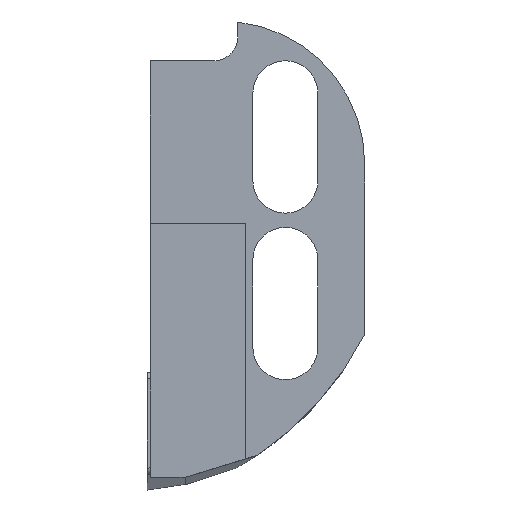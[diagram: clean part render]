
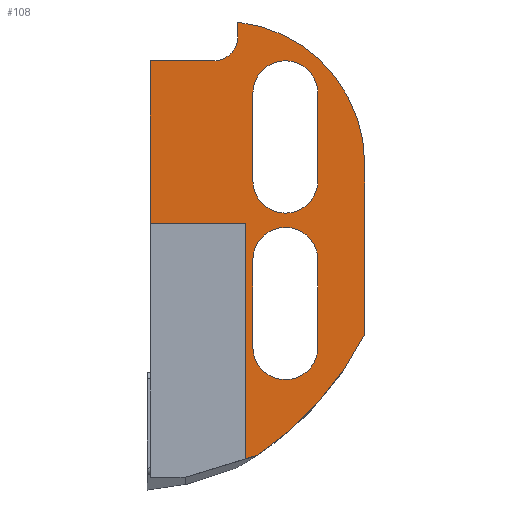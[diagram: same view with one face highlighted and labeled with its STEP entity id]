
A CAD part, left-side view. The second image highlights one B-rep face of the part: STEP entity #108.
In plain terms, the highlighted planar face has unit normal (-1, 0, 0).
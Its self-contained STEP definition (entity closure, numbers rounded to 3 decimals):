
#78=FACE_BOUND('',#215,.T.);
#79=FACE_BOUND('',#216,.T.);
#80=FACE_BOUND('',#217,.T.);
#88=CIRCLE('',#874,40.);
#89=CIRCLE('',#875,18.);
#90=CIRCLE('',#876,3.);
#91=CIRCLE('',#877,4.1);
#92=CIRCLE('',#878,4.1);
#93=CIRCLE('',#879,4.1);
#94=CIRCLE('',#880,4.1);
#108=ADVANCED_FACE('',(#78,#79,#80),#150,.T.);
#150=PLANE('',#881);
#215=EDGE_LOOP('',(#271,#272,#273,#274,#275,#276,#277,#278,#279,#280));
#216=EDGE_LOOP('',(#281,#282,#283,#284));
#217=EDGE_LOOP('',(#285,#286,#287,#288));
#271=ORIENTED_EDGE('',*,*,#580,.F.);
#272=ORIENTED_EDGE('',*,*,#581,.T.);
#273=ORIENTED_EDGE('',*,*,#582,.F.);
#274=ORIENTED_EDGE('',*,*,#583,.T.);
#275=ORIENTED_EDGE('',*,*,#584,.T.);
#276=ORIENTED_EDGE('',*,*,#585,.T.);
#277=ORIENTED_EDGE('',*,*,#586,.F.);
#278=ORIENTED_EDGE('',*,*,#579,.F.);
#279=ORIENTED_EDGE('',*,*,#587,.F.);
#280=ORIENTED_EDGE('',*,*,#588,.T.);
#281=ORIENTED_EDGE('',*,*,#589,.T.);
#282=ORIENTED_EDGE('',*,*,#590,.T.);
#283=ORIENTED_EDGE('',*,*,#591,.T.);
#284=ORIENTED_EDGE('',*,*,#592,.T.);
#285=ORIENTED_EDGE('',*,*,#593,.T.);
#286=ORIENTED_EDGE('',*,*,#594,.T.);
#287=ORIENTED_EDGE('',*,*,#595,.T.);
#288=ORIENTED_EDGE('',*,*,#596,.T.);
#492=VERTEX_POINT('',#1196);
#500=VERTEX_POINT('',#1212);
#501=VERTEX_POINT('',#1216);
#502=VERTEX_POINT('',#1217);
#503=VERTEX_POINT('',#1219);
#504=VERTEX_POINT('',#1221);
#505=VERTEX_POINT('',#1223);
#506=VERTEX_POINT('',#1225);
#507=VERTEX_POINT('',#1227);
#508=VERTEX_POINT('',#1230);
#509=VERTEX_POINT('',#1233);
#510=VERTEX_POINT('',#1234);
#511=VERTEX_POINT('',#1236);
#512=VERTEX_POINT('',#1238);
#513=VERTEX_POINT('',#1241);
#514=VERTEX_POINT('',#1242);
#515=VERTEX_POINT('',#1244);
#516=VERTEX_POINT('',#1246);
#579=EDGE_CURVE('',#500,#492,#694,.T.);
#580=EDGE_CURVE('',#501,#502,#695,.T.);
#581=EDGE_CURVE('',#501,#503,#88,.T.);
#582=EDGE_CURVE('',#504,#503,#696,.T.);
#583=EDGE_CURVE('',#504,#505,#89,.T.);
#584=EDGE_CURVE('',#505,#506,#697,.T.);
#585=EDGE_CURVE('',#506,#507,#90,.T.);
#586=EDGE_CURVE('',#492,#507,#698,.T.);
#587=EDGE_CURVE('',#508,#500,#699,.T.);
#588=EDGE_CURVE('',#508,#502,#700,.T.);
#589=EDGE_CURVE('',#509,#510,#91,.T.);
#590=EDGE_CURVE('',#510,#511,#701,.T.);
#591=EDGE_CURVE('',#511,#512,#92,.T.);
#592=EDGE_CURVE('',#512,#509,#702,.T.);
#593=EDGE_CURVE('',#513,#514,#93,.T.);
#594=EDGE_CURVE('',#514,#515,#703,.T.);
#595=EDGE_CURVE('',#515,#516,#94,.T.);
#596=EDGE_CURVE('',#516,#513,#704,.T.);
#694=LINE('',#1213,#775);
#695=LINE('',#1215,#776);
#696=LINE('',#1220,#777);
#697=LINE('',#1224,#778);
#698=LINE('',#1228,#779);
#699=LINE('',#1229,#780);
#700=LINE('',#1231,#781);
#701=LINE('',#1235,#782);
#702=LINE('',#1239,#783);
#703=LINE('',#1243,#784);
#704=LINE('',#1247,#785);
#775=VECTOR('',#966,1.);
#776=VECTOR('',#969,1.);
#777=VECTOR('',#972,1.);
#778=VECTOR('',#975,1.);
#779=VECTOR('',#978,1.);
#780=VECTOR('',#979,1.);
#781=VECTOR('',#980,1.);
#782=VECTOR('',#983,1.);
#783=VECTOR('',#986,1.);
#784=VECTOR('',#989,1.);
#785=VECTOR('',#992,1.);
#874=AXIS2_PLACEMENT_3D('',#1218,#970,#971);
#875=AXIS2_PLACEMENT_3D('',#1222,#973,#974);
#876=AXIS2_PLACEMENT_3D('',#1226,#976,#977);
#877=AXIS2_PLACEMENT_3D('',#1232,#981,#982);
#878=AXIS2_PLACEMENT_3D('',#1237,#984,#985);
#879=AXIS2_PLACEMENT_3D('',#1240,#987,#988);
#880=AXIS2_PLACEMENT_3D('',#1245,#990,#991);
#881=AXIS2_PLACEMENT_3D('',#1248,#993,#994);
#966=DIRECTION('',(0.,0.,1.));
#969=DIRECTION('',(0.,0.956,-0.292));
#970=DIRECTION('',(-1.,0.,0.));
#971=DIRECTION('',(0.,-0.552,-0.834));
#972=DIRECTION('',(0.,0.,-1.));
#973=DIRECTION('',(-1.,0.,0.));
#974=DIRECTION('',(0.,-1.,0.));
#975=DIRECTION('',(0.,0.,-1.));
#976=DIRECTION('',(1.,0.,0.));
#977=DIRECTION('',(0.,-1.,0.));
#978=DIRECTION('',(0.,-1.,0.));
#979=DIRECTION('',(0.,1.,0.));
#980=DIRECTION('',(0.,0.,-1.));
#981=DIRECTION('',(1.,0.,0.));
#982=DIRECTION('',(0.,0.,1.));
#983=DIRECTION('',(0.,0.,-1.));
#984=DIRECTION('',(1.,0.,0.));
#985=DIRECTION('',(0.,0.,1.));
#986=DIRECTION('',(0.,0.,1.));
#987=DIRECTION('',(1.,0.,0.));
#988=DIRECTION('',(0.,0.,1.));
#989=DIRECTION('',(0.,0.,1.));
#990=DIRECTION('',(1.,0.,0.));
#991=DIRECTION('',(0.,0.,1.));
#992=DIRECTION('',(0.,0.,-1.));
#993=DIRECTION('',(-1.,0.,0.));
#994=DIRECTION('',(0.,0.,-1.));
#1196=CARTESIAN_POINT('',(0.,6.,20.5));
#1212=CARTESIAN_POINT('',(0.,6.,0.));
#1213=CARTESIAN_POINT('',(0.,6.,0.5));
#1215=CARTESIAN_POINT('',(0.,-7.437,-29.225));
#1216=CARTESIAN_POINT('',(0.,-7.437,-29.225));
#1217=CARTESIAN_POINT('',(0.,-6.,-29.664));
#1218=CARTESIAN_POINT('',(0.,14.646,4.127));
#1219=CARTESIAN_POINT('',(0.,-21.,-14.021));
#1220=CARTESIAN_POINT('',(0.,-21.,7.5));
#1221=CARTESIAN_POINT('',(0.,-21.,7.5));
#1222=CARTESIAN_POINT('',(0.,-3.,7.5));
#1223=CARTESIAN_POINT('',(0.,-5.,25.389));
#1224=CARTESIAN_POINT('',(0.,-5.,25.389));
#1225=CARTESIAN_POINT('',(0.,-5.,23.5));
#1226=CARTESIAN_POINT('',(0.,-2.,23.5));
#1227=CARTESIAN_POINT('',(0.,-2.,20.5));
#1228=CARTESIAN_POINT('',(0.,6.,20.5));
#1229=CARTESIAN_POINT('',(0.,6.,0.));
#1230=CARTESIAN_POINT('',(0.,-6.,0.));
#1231=CARTESIAN_POINT('',(0.,-6.,0.));
#1232=CARTESIAN_POINT('',(0.,-11.,16.4));
#1233=CARTESIAN_POINT('',(0.,-6.9,16.4));
#1234=CARTESIAN_POINT('',(0.,-15.1,16.4));
#1235=CARTESIAN_POINT('',(0.,-15.1,0.));
#1236=CARTESIAN_POINT('',(0.,-15.1,5.4));
#1237=CARTESIAN_POINT('',(0.,-11.,5.4));
#1238=CARTESIAN_POINT('',(0.,-6.9,5.4));
#1239=CARTESIAN_POINT('',(0.,-6.9,0.));
#1240=CARTESIAN_POINT('',(0.,-11.,-15.6));
#1241=CARTESIAN_POINT('',(0.,-15.1,-15.6));
#1242=CARTESIAN_POINT('',(0.,-6.9,-15.6));
#1243=CARTESIAN_POINT('',(0.,-6.9,0.));
#1244=CARTESIAN_POINT('',(0.,-6.9,-4.6));
#1245=CARTESIAN_POINT('',(0.,-11.,-4.6));
#1246=CARTESIAN_POINT('',(0.,-15.1,-4.6));
#1247=CARTESIAN_POINT('',(0.,-15.1,0.));
#1248=CARTESIAN_POINT('',(0.,6.,0.));
